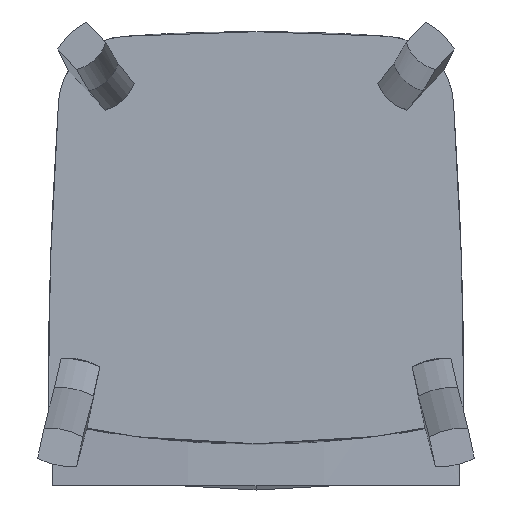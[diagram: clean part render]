
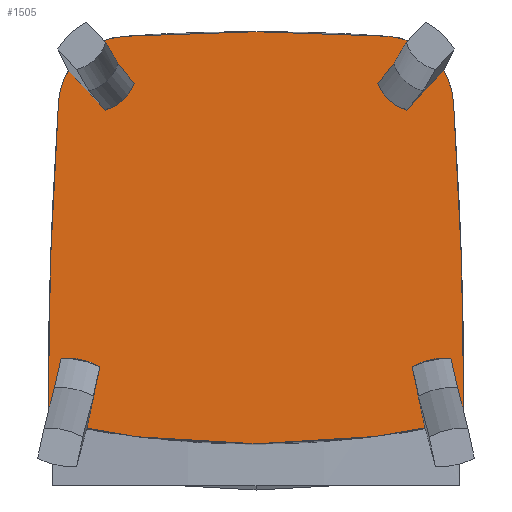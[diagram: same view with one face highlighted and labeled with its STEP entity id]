
A CAD part, front view. The second image highlights one B-rep face of the part: STEP entity #1505.
In plain terms, the highlighted planar face has unit normal (0, -1, 0.022).
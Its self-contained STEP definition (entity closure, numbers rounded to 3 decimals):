
#359=CARTESIAN_POINT('',(0.006,0.646,
-18.337));
#360=CARTESIAN_POINT('',(4.204,0.645,-18.368));
#361=CARTESIAN_POINT('',(12.386,0.646,-18.341));
#362=CARTESIAN_POINT('',(24.155,0.652,-18.069));
#363=CARTESIAN_POINT('',(35.087,0.662,-17.61));
#364=CARTESIAN_POINT('',(45.013,0.675,-17.023));
#365=CARTESIAN_POINT('',(53.641,0.689,-16.383));
#366=CARTESIAN_POINT('',(61.099,0.703,-15.736));
#367=CARTESIAN_POINT('',(67.864,0.717,-15.077));
#368=CARTESIAN_POINT('',(74.353,0.732,-14.386));
#369=CARTESIAN_POINT('',(80.948,0.749,-13.624));
#370=CARTESIAN_POINT('',(87.545,0.767,-12.806));
#371=CARTESIAN_POINT('',(94.107,0.786,-11.936));
#372=CARTESIAN_POINT('',(100.67,0.807,-10.999));
#373=CARTESIAN_POINT('',(107.245,0.829,-9.988));
#374=CARTESIAN_POINT('',(113.82,0.853,-8.895));
#375=CARTESIAN_POINT('',(120.386,0.878,-7.719));
#376=CARTESIAN_POINT('',(126.934,0.906,-6.469));
#377=CARTESIAN_POINT('',(133.464,0.935,-5.153));
#378=CARTESIAN_POINT('',(139.982,0.965,-3.778));
#379=CARTESIAN_POINT('',(144.322,0.986,-2.826));
#380=CARTESIAN_POINT('',(146.49,0.996,-2.341));
#382=CARTESIAN_POINT('',(-146.49,0.991,-2.576));
#383=CARTESIAN_POINT('',(-144.423,0.981,
-3.035));
#384=CARTESIAN_POINT('',(-140.286,0.961,
-3.936));
#385=CARTESIAN_POINT('',(-134.081,0.933,
-5.239));
#386=CARTESIAN_POINT('',(-127.864,0.905,
-6.489));
#387=CARTESIAN_POINT('',(-121.625,0.879,
-7.681));
#388=CARTESIAN_POINT('',(-115.361,0.855,
-8.809));
#389=CARTESIAN_POINT('',(-109.083,0.831,
-9.863));
#390=CARTESIAN_POINT('',(-102.803,0.81,
-10.842));
#391=CARTESIAN_POINT('',(-96.537,0.79,
-11.749));
#392=CARTESIAN_POINT('',(-90.286,0.772,
-12.592));
#393=CARTESIAN_POINT('',(-84.019,0.754,
-13.382));
#394=CARTESIAN_POINT('',(-77.735,0.738,
-14.124));
#395=CARTESIAN_POINT('',(-71.497,0.723,
-14.809));
#396=CARTESIAN_POINT('',(-65.22,0.709,
-15.445));
#397=CARTESIAN_POINT('',(-58.557,0.696,
-16.057));
#398=CARTESIAN_POINT('',(-51.152,0.683,
-16.658));
#399=CARTESIAN_POINT('',(-42.678,0.67,
-17.24));
#400=CARTESIAN_POINT('',(-33.126,0.659,
-17.756));
#401=CARTESIAN_POINT('',(-22.734,0.65,
-18.146));
#402=CARTESIAN_POINT('',(-11.643,0.645,
-18.364));
#403=CARTESIAN_POINT('',(-3.934,0.645,
-18.372));
#404=CARTESIAN_POINT('',(0.006,0.646,
-18.337));
#411=CARTESIAN_POINT('',(-146.49,0.991,-2.576));
#413=DIRECTION('',(0.,-0.022,-1.));
#414=VECTOR('',#413,2.576);
#415=CARTESIAN_POINT('',(-146.49,1.047,0.));
#416=LINE('',#415,#414);
#417=CARTESIAN_POINT('',(-146.49,1.047,0.));
#418=CARTESIAN_POINT('',(-146.572,2.671,74.134));
#419=CARTESIAN_POINT('',(-144.12,4.292,148.184));
#420=CARTESIAN_POINT('',(-139.134,5.912,222.151));
#430=CARTESIAN_POINT('',(-92.896,6.93,268.655));
#431=CARTESIAN_POINT('',(-96.506,6.924,268.391));
#432=CARTESIAN_POINT('',(-103.015,6.897,267.155));
#433=CARTESIAN_POINT('',(-111.372,6.826,263.904));
#434=CARTESIAN_POINT('',(-118.61,6.73,259.54));
#435=CARTESIAN_POINT('',(-124.863,6.613,254.198));
#436=CARTESIAN_POINT('',(-130.169,6.476,247.914));
#437=CARTESIAN_POINT('',(-134.491,6.317,240.651));
#438=CARTESIAN_POINT('',(-137.693,6.133,232.276));
#439=CARTESIAN_POINT('',(-138.891,5.991,225.762));
#440=CARTESIAN_POINT('',(-139.134,5.912,222.151));
#442=CARTESIAN_POINT('',(0.,7.,
271.842));
#443=CARTESIAN_POINT('',(-31.007,7.003,271.98));
#444=CARTESIAN_POINT('',(-61.972,6.979,270.918));
#445=CARTESIAN_POINT('',(-92.896,6.93,268.655));
#451=CARTESIAN_POINT('',(92.896,6.93,268.655));
#452=CARTESIAN_POINT('',(61.972,6.979,270.918));
#453=CARTESIAN_POINT('',(31.007,7.003,271.98));
#454=CARTESIAN_POINT('',(0.,7.,
271.842));
#464=CARTESIAN_POINT('',(139.134,5.912,222.151));
#465=CARTESIAN_POINT('',(138.891,5.991,225.762));
#466=CARTESIAN_POINT('',(137.693,6.133,232.276));
#467=CARTESIAN_POINT('',(134.491,6.317,240.651));
#468=CARTESIAN_POINT('',(130.169,6.476,247.914));
#469=CARTESIAN_POINT('',(124.863,6.613,254.198));
#470=CARTESIAN_POINT('',(118.61,6.73,259.54));
#471=CARTESIAN_POINT('',(111.372,6.826,263.904));
#472=CARTESIAN_POINT('',(103.015,6.897,267.155));
#473=CARTESIAN_POINT('',(96.506,6.924,268.391));
#474=CARTESIAN_POINT('',(92.896,6.93,268.655));
#476=CARTESIAN_POINT('',(139.134,5.912,222.151));
#477=CARTESIAN_POINT('',(144.12,4.292,148.184));
#478=CARTESIAN_POINT('',(146.572,2.671,74.134));
#479=CARTESIAN_POINT('',(146.49,1.047,0.));
#485=CARTESIAN_POINT('',(146.49,0.996,-2.341));
#492=DIRECTION('',(0.,-0.022,-1.));
#493=VECTOR('',#492,2.341);
#494=CARTESIAN_POINT('',(146.49,1.047,0.));
#495=LINE('',#494,#493);
#1028=VERTEX_POINT('',#476);
#1029=VERTEX_POINT('',#479);
#1030=VERTEX_POINT('',#417);
#1031=VERTEX_POINT('',#420);
#1032=VERTEX_POINT('',#442);
#1033=VERTEX_POINT('',#445);
#1034=VERTEX_POINT('',#451);
#1077=VERTEX_POINT('',#411);
#1078=VERTEX_POINT('',#485);
#1080=VERTEX_POINT('',#359);
#1480=CARTESIAN_POINT('',(-176.082,0.,-47.837));
#1481=DIRECTION('',(0.,1.,-0.022));
#1482=DIRECTION('',(0.,0.022,1.));
#1483=AXIS2_PLACEMENT_3D('',#1480,#1481,#1482);
#1484=PLANE('',#1483);
#1485=ORIENTED_EDGE('',*,*,#1464,.F.);
#1486=ORIENTED_EDGE('',*,*,#1367,.F.);
#1488=ORIENTED_EDGE('',*,*,#1487,.F.);
#1490=ORIENTED_EDGE('',*,*,#1489,.T.);
#1492=ORIENTED_EDGE('',*,*,#1491,.F.);
#1494=ORIENTED_EDGE('',*,*,#1493,.F.);
#1496=ORIENTED_EDGE('',*,*,#1495,.F.);
#1498=ORIENTED_EDGE('',*,*,#1497,.F.);
#1500=ORIENTED_EDGE('',*,*,#1499,.T.);
#1502=ORIENTED_EDGE('',*,*,#1501,.T.);
#1503=EDGE_LOOP('',(#1485,#1486,#1488,#1490,#1492,#1494,#1496,#1498,#1500,
#1502));
#1504=FACE_OUTER_BOUND('',#1503,.F.);
#1505=ADVANCED_FACE('',(#1504),#1484,.F.);
#381=B_SPLINE_CURVE_WITH_KNOTS('',3,(#359,#360,#361,#362,#363,#364,#365,#366,
#367,#368,#369,#370,#371,#372,#373,#374,#375,#376,#377,#378,#379,#380),
.UNSPECIFIED.,.F.,.F.,(4,1,1,1,1,1,1,1,1,1,1,1,1,1,1,1,1,1,1,4),(0.,
0.053,0.105,0.158,0.211,
0.263,0.316,0.368,0.421,
0.474,0.526,0.579,0.632,
0.684,0.737,0.789,0.842,
0.895,0.947,1.),.UNSPECIFIED.);
#405=B_SPLINE_CURVE_WITH_KNOTS('',3,(#382,#383,#384,#385,#386,#387,#388,#389,
#390,#391,#392,#393,#394,#395,#396,#397,#398,#399,#400,#401,#402,#403,#404),
.UNSPECIFIED.,.F.,.F.,(4,1,1,1,1,1,1,1,1,1,1,1,1,1,1,1,1,1,1,1,4),(0.,0.05,
0.1,0.15,0.2,0.25,0.3,0.35,0.4,0.45,0.5,0.55,0.6,0.65,
0.7,0.75,0.8,0.85,0.9,0.95,1.),.UNSPECIFIED.);
#421=B_SPLINE_CURVE_WITH_KNOTS('',3,(#417,#418,#419,#420),.UNSPECIFIED.,.F.,.F.,
(4,4),(0.,1.),.UNSPECIFIED.);
#441=B_SPLINE_CURVE_WITH_KNOTS('',3,(#430,#431,#432,#433,#434,#435,#436,#437,
#438,#439,#440),.UNSPECIFIED.,.F.,.F.,(4,1,1,1,1,1,1,1,4),(0.,0.125,0.25,
0.375,0.5,0.625,0.75,0.875,1.),.UNSPECIFIED.);
#446=B_SPLINE_CURVE_WITH_KNOTS('',3,(#442,#443,#444,#445),.UNSPECIFIED.,.F.,.F.,
(4,4),(0.,1.),.UNSPECIFIED.);
#455=B_SPLINE_CURVE_WITH_KNOTS('',3,(#451,#452,#453,#454),.UNSPECIFIED.,.F.,.F.,
(4,4),(0.,1.),.UNSPECIFIED.);
#475=B_SPLINE_CURVE_WITH_KNOTS('',3,(#464,#465,#466,#467,#468,#469,#470,#471,
#472,#473,#474),.UNSPECIFIED.,.F.,.F.,(4,1,1,1,1,1,1,1,4),(0.,0.125,0.25,
0.375,0.5,0.625,0.75,0.875,1.),.UNSPECIFIED.);
#480=B_SPLINE_CURVE_WITH_KNOTS('',3,(#476,#477,#478,#479),.UNSPECIFIED.,.F.,.F.,
(4,4),(0.,1.),.UNSPECIFIED.);
#1367=EDGE_CURVE('',#1077,#1080,#405,.T.);
#1464=EDGE_CURVE('',#1080,#1078,#381,.T.);
#1487=EDGE_CURVE('',#1030,#1077,#416,.T.);
#1489=EDGE_CURVE('',#1030,#1031,#421,.T.);
#1491=EDGE_CURVE('',#1033,#1031,#441,.T.);
#1493=EDGE_CURVE('',#1032,#1033,#446,.T.);
#1495=EDGE_CURVE('',#1034,#1032,#455,.T.);
#1497=EDGE_CURVE('',#1028,#1034,#475,.T.);
#1499=EDGE_CURVE('',#1028,#1029,#480,.T.);
#1501=EDGE_CURVE('',#1029,#1078,#495,.T.);
